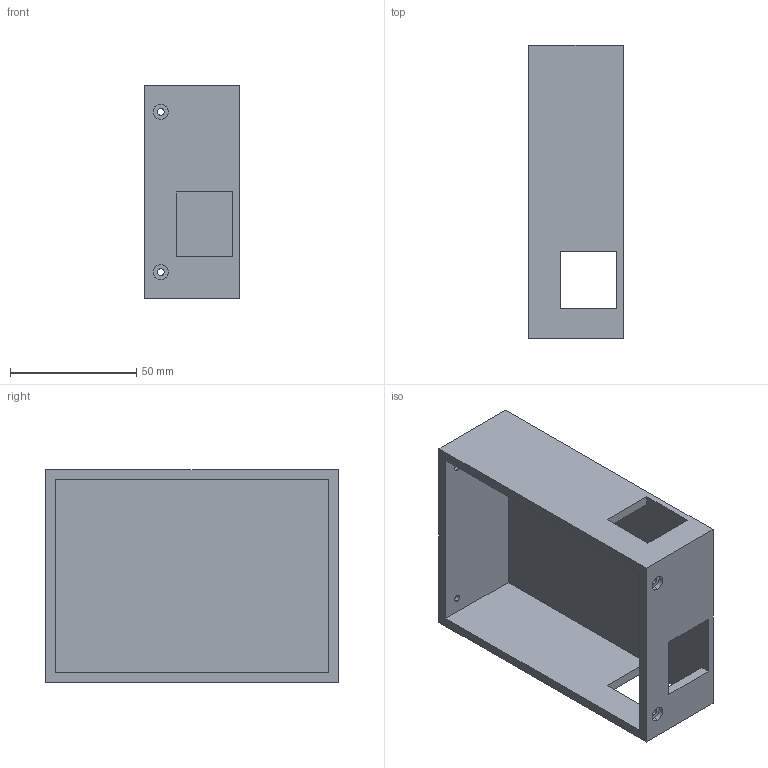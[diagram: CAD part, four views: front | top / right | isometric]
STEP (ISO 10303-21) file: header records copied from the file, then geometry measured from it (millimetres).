
FILE_DESCRIPTION (( 'STEP AP203' ), '1' );
FILE_NAME ('top.STEP', '2026-02-09T05:13:18', ( '' ), ( '' ), 'SwSTEP 2.0', 'SolidWorks 2025', '' );
FILE_SCHEMA (( 'CONFIG_CONTROL_DESIGN' ));
Length unit declared in the file: inch
Products named in the file (1): top
Bounding box: 37.47 x 116.07 x 84.32 mm (x, y, z)
Volume: 69870.7 mm3; surface area: 45577.1 mm2
Topology: 1 solids, 1 shells, 40 faces, 108 edges, 72 vertices
Faces by surface type: plane 24, cylinder 16
Entity records: 1371 total; most frequent: DIRECTION 222, CARTESIAN_POINT 221, ORIENTED_EDGE 216, EDGE_CURVE 108, VECTOR 76, LINE 76, AXIS2_PLACEMENT_3D 73, VERTEX_POINT 72
